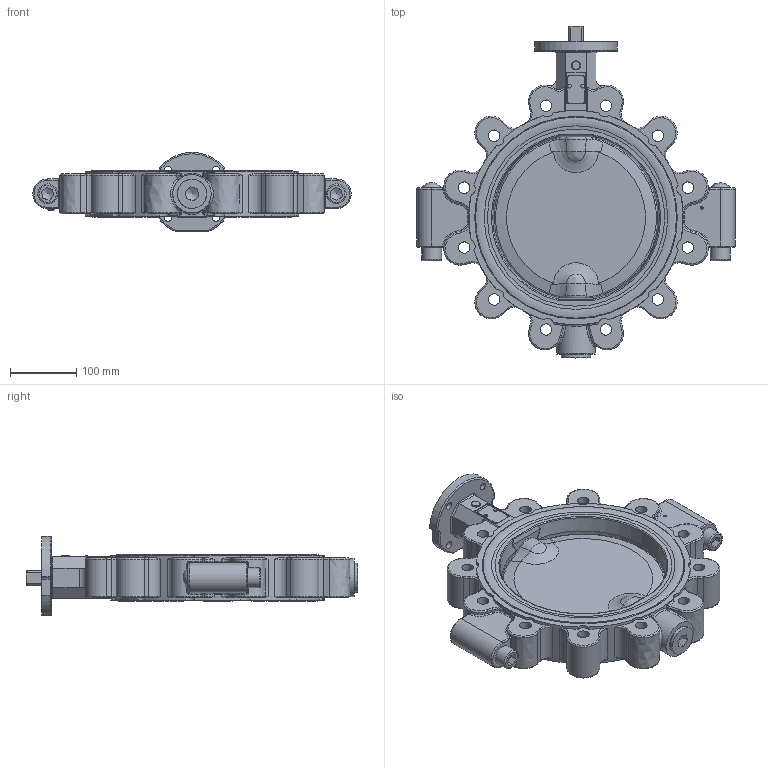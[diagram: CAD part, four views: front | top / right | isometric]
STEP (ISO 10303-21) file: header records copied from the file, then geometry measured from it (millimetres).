
FILE_DESCRIPTION((''),'2;1');
FILE_NAME('Z614-A DN250.stp','2007-10-02T09:17:43',('hellwig'),(''),'Autodesk Inventor 11','Autodesk Inventor 11','');
FILE_SCHEMA(('AUTOMOTIVE_DESIGN { 1 0 10303 214 1 1 1 1 }'));
Length unit declared in the file: millimetre
Products named in the file (1): Bauteil4
Bounding box: 481 x 501.5 x 119.5 mm (x, y, z)
Volume: 5478771.8 mm3; surface area: 641047 mm2
Topology: 1 solids, 19 shells, 1135 faces, 2919 edges, 1857 vertices
Faces by surface type: bspline 388, plane 347, cylinder 249, torus 94, cone 48, sphere 9
Full cylindrical faces by diameter (mm): 2.5 x1, 3 x2, 3.2 x2, 14 x1, 17.294 x2, 20 x2, 30 x9, 30.1 x1, 31 x1, 35 x3, 38 x1, 38.3 x1, 43.9 x1, 44 x2, 44.1 x2, 58 x1, 264.3 x1, 296 x1, 296.3 x1, 305.3 x1, 306 x1
Entity records: 48781 total; most frequent: CARTESIAN_POINT 23904, ORIENTED_EDGE 5432, DIRECTION 4473, EDGE_CURVE 2716, VERTEX_POINT 1787, AXIS2_PLACEMENT_3D 1659, EDGE_LOOP 1377, VECTOR 1155
